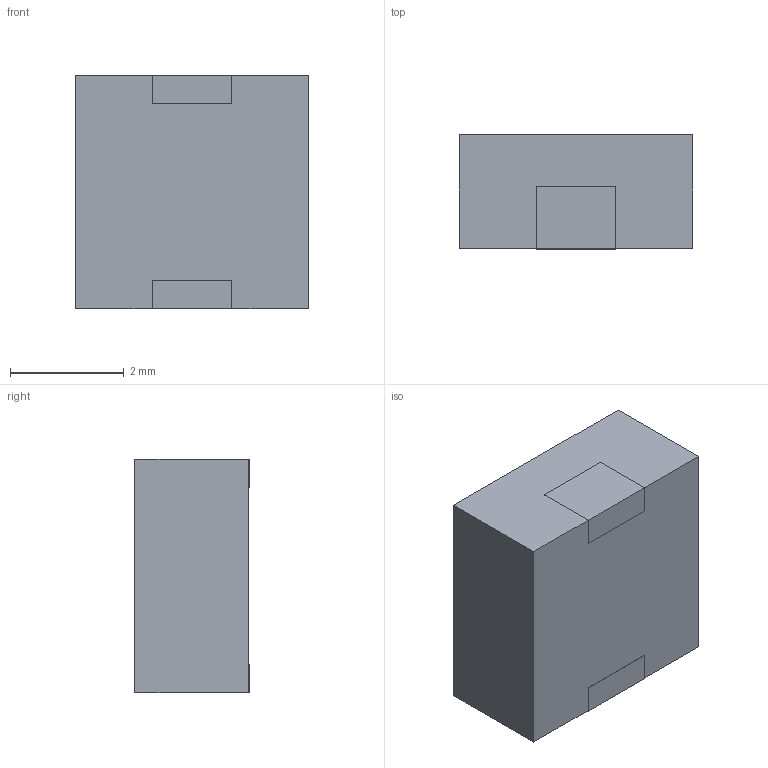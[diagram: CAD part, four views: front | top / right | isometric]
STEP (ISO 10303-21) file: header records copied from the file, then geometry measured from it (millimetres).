
FILE_DESCRIPTION(('CATIA V5 STEP Exchange'),'2;1');
FILE_NAME('ST-0402S.stp','2018-07-16T04:59:27+00:00',('none'),('none'),'CATIA Version 5 Release 20 GA (IN-10)','CATIA V5 STEP AP214','none');
FILE_SCHEMA(('AUTOMOTIVE_DESIGN { 1 0 10303 214 1 1 1 1 }'));
Length unit declared in the file: millimetre
Products named in the file (1): ST-0402S.SLDPRT
Bounding box: 4.1 x 2.01 x 4.11 mm (x, y, z)
Surface area: 73.3 mm2 (no closed solid volume)
Topology: 0 solids, 41 shells, 41 faces, 239 edges, 239 vertices
Faces by surface type: plane 38, cylinder 3
Entity records: 2469 total; most frequent: CARTESIAN_POINT 822, ORIENTED_EDGE 239, EDGE_CURVE 239, VERTEX_POINT 239, B_SPLINE_CURVE_WITH_KNOTS 237, DIRECTION 84, EDGE_LOOP 44, AXIS2_PLACEMENT_3D 42
